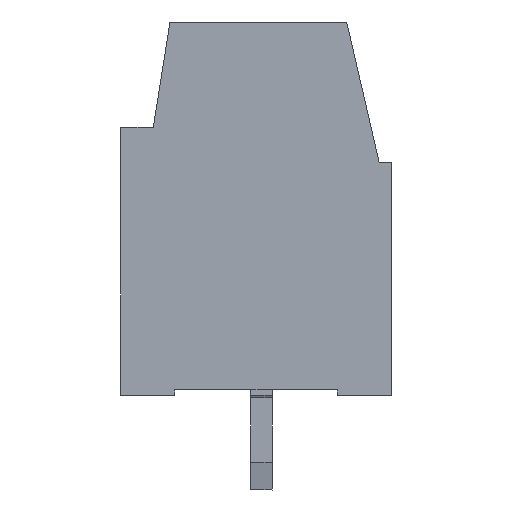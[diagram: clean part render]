
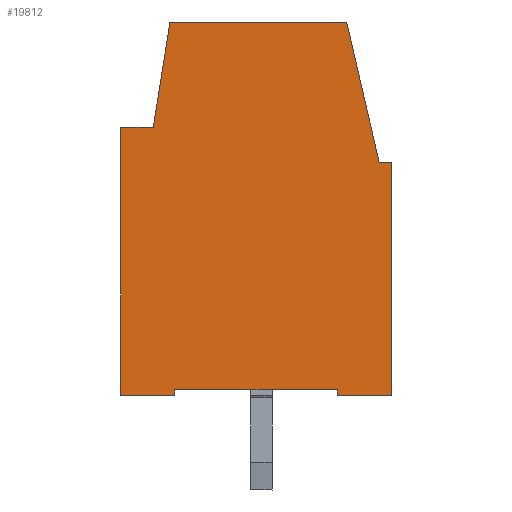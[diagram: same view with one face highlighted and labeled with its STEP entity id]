
A CAD part, left-side view. The second image highlights one B-rep face of the part: STEP entity #19812.
In plain terms, the highlighted planar face has unit normal (-1, 0, 0).
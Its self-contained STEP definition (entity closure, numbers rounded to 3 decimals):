
#19720=AXIS2_PLACEMENT_3D('Plane Axis2P3D',#19717,#19718,#19719) ;
#19328=CARTESIAN_POINT('Vertex',(0.,0.,12.101)) ;
#19331=CARTESIAN_POINT('Line Origine',(0.,0.,7.8)) ;
#19335=CARTESIAN_POINT('Vertex',(0.,0.,3.5)) ;
#19701=CARTESIAN_POINT('Vertex',(0.,0.445,12.1)) ;
#19704=CARTESIAN_POINT('Line Origine',(0.,0.223,12.1)) ;
#19717=CARTESIAN_POINT('Axis2P3D Location',(0.,3.449,14.)) ;
#19722=CARTESIAN_POINT('Line Origine',(0.,1.027,14.623)) ;
#19726=CARTESIAN_POINT('Vertex',(0.,1.609,17.145)) ;
#19729=CARTESIAN_POINT('Line Origine',(0.,1.627,17.223)) ;
#19733=CARTESIAN_POINT('Vertex',(0.,1.645,17.3)) ;
#19736=CARTESIAN_POINT('Line Origine',(0.,4.913,17.3)) ;
#19740=CARTESIAN_POINT('Vertex',(0.,8.181,17.301)) ;
#19743=CARTESIAN_POINT('Line Origine',(0.,8.49,15.351)) ;
#19747=CARTESIAN_POINT('Vertex',(0.,8.799,13.401)) ;
#19750=CARTESIAN_POINT('Line Origine',(0.,9.399,13.401)) ;
#19754=CARTESIAN_POINT('Vertex',(0.,9.999,13.401)) ;
#19757=CARTESIAN_POINT('Line Origine',(0.,10.,8.451)) ;
#19761=CARTESIAN_POINT('Vertex',(0.,10.,3.501)) ;
#19764=CARTESIAN_POINT('Line Origine',(0.,9.,3.501)) ;
#19768=CARTESIAN_POINT('Vertex',(0.,8.,3.501)) ;
#19771=CARTESIAN_POINT('Line Origine',(0.,8.,3.601)) ;
#19775=CARTESIAN_POINT('Vertex',(0.,8.,3.701)) ;
#19778=CARTESIAN_POINT('Line Origine',(0.,5.,3.7)) ;
#19782=CARTESIAN_POINT('Vertex',(0.,2.,3.7)) ;
#19785=CARTESIAN_POINT('Line Origine',(0.,2.,3.6)) ;
#19789=CARTESIAN_POINT('Vertex',(0.,2.,3.5)) ;
#19792=CARTESIAN_POINT('Line Origine',(0.,1.,3.5)) ;
#19332=DIRECTION('Vector Direction',(0.,0.,1.)) ;
#19705=DIRECTION('Vector Direction',(0.,-1.,0.001)) ;
#19718=DIRECTION('Axis2P3D Direction',(1.,0.,0.)) ;
#19719=DIRECTION('Axis2P3D XDirection',(0.,1.,0.)) ;
#19723=DIRECTION('Vector Direction',(0.,0.225,0.974)) ;
#19730=DIRECTION('Vector Direction',(0.,0.225,0.974)) ;
#19737=DIRECTION('Vector Direction',(0.,-1.,0.)) ;
#19744=DIRECTION('Vector Direction',(0.,0.157,-0.988)) ;
#19751=DIRECTION('Vector Direction',(0.,-1.,0.)) ;
#19758=DIRECTION('Vector Direction',(0.,0.,-1.)) ;
#19765=DIRECTION('Vector Direction',(0.,-1.,0.)) ;
#19772=DIRECTION('Vector Direction',(0.,0.,1.)) ;
#19779=DIRECTION('Vector Direction',(0.,-1.,0.)) ;
#19786=DIRECTION('Vector Direction',(0.,0.,-1.)) ;
#19793=DIRECTION('Vector Direction',(0.,-1.,0.)) ;
#19333=VECTOR('Line Direction',#19332,1.) ;
#19706=VECTOR('Line Direction',#19705,1.) ;
#19724=VECTOR('Line Direction',#19723,1.) ;
#19731=VECTOR('Line Direction',#19730,1.) ;
#19738=VECTOR('Line Direction',#19737,1.) ;
#19745=VECTOR('Line Direction',#19744,1.) ;
#19752=VECTOR('Line Direction',#19751,1.) ;
#19759=VECTOR('Line Direction',#19758,1.) ;
#19766=VECTOR('Line Direction',#19765,1.) ;
#19773=VECTOR('Line Direction',#19772,1.) ;
#19780=VECTOR('Line Direction',#19779,1.) ;
#19787=VECTOR('Line Direction',#19786,1.) ;
#19794=VECTOR('Line Direction',#19793,1.) ;
#19798=ORIENTED_EDGE('',*,*,#19337,.T.) ;
#19799=ORIENTED_EDGE('',*,*,#19708,.F.) ;
#19800=ORIENTED_EDGE('',*,*,#19728,.T.) ;
#19801=ORIENTED_EDGE('',*,*,#19735,.T.) ;
#19802=ORIENTED_EDGE('',*,*,#19742,.F.) ;
#19803=ORIENTED_EDGE('',*,*,#19749,.T.) ;
#19804=ORIENTED_EDGE('',*,*,#19756,.F.) ;
#19805=ORIENTED_EDGE('',*,*,#19763,.T.) ;
#19806=ORIENTED_EDGE('',*,*,#19770,.T.) ;
#19807=ORIENTED_EDGE('',*,*,#19777,.T.) ;
#19808=ORIENTED_EDGE('',*,*,#19784,.T.) ;
#19809=ORIENTED_EDGE('',*,*,#19791,.T.) ;
#19810=ORIENTED_EDGE('',*,*,#19796,.T.) ;
#19812=ADVANCED_FACE('COVER',(#19811),#19721,.F.) ;
#19337=EDGE_CURVE('',#19336,#19329,#19334,.T.) ;
#19708=EDGE_CURVE('',#19702,#19329,#19707,.T.) ;
#19728=EDGE_CURVE('',#19702,#19727,#19725,.T.) ;
#19735=EDGE_CURVE('',#19727,#19734,#19732,.T.) ;
#19742=EDGE_CURVE('',#19741,#19734,#19739,.T.) ;
#19749=EDGE_CURVE('',#19741,#19748,#19746,.T.) ;
#19756=EDGE_CURVE('',#19755,#19748,#19753,.T.) ;
#19763=EDGE_CURVE('',#19755,#19762,#19760,.T.) ;
#19770=EDGE_CURVE('',#19762,#19769,#19767,.T.) ;
#19777=EDGE_CURVE('',#19769,#19776,#19774,.T.) ;
#19784=EDGE_CURVE('',#19776,#19783,#19781,.T.) ;
#19791=EDGE_CURVE('',#19783,#19790,#19788,.T.) ;
#19796=EDGE_CURVE('',#19790,#19336,#19795,.T.) ;
#19797=EDGE_LOOP('',(#19798,#19799,#19800,#19801,#19802,#19803,#19804,#19805,#19806,#19807,#19808,#19809,#19810)) ;
#19811=FACE_OUTER_BOUND('',#19797,.T.) ;
#19334=LINE('Line',#19331,#19333) ;
#19707=LINE('Line',#19704,#19706) ;
#19725=LINE('Line',#19722,#19724) ;
#19732=LINE('Line',#19729,#19731) ;
#19739=LINE('Line',#19736,#19738) ;
#19746=LINE('Line',#19743,#19745) ;
#19753=LINE('Line',#19750,#19752) ;
#19760=LINE('Line',#19757,#19759) ;
#19767=LINE('Line',#19764,#19766) ;
#19774=LINE('Line',#19771,#19773) ;
#19781=LINE('Line',#19778,#19780) ;
#19788=LINE('Line',#19785,#19787) ;
#19795=LINE('Line',#19792,#19794) ;
#19721=PLANE('',#19720) ;
#19329=VERTEX_POINT('',#19328) ;
#19336=VERTEX_POINT('',#19335) ;
#19702=VERTEX_POINT('',#19701) ;
#19727=VERTEX_POINT('',#19726) ;
#19734=VERTEX_POINT('',#19733) ;
#19741=VERTEX_POINT('',#19740) ;
#19748=VERTEX_POINT('',#19747) ;
#19755=VERTEX_POINT('',#19754) ;
#19762=VERTEX_POINT('',#19761) ;
#19769=VERTEX_POINT('',#19768) ;
#19776=VERTEX_POINT('',#19775) ;
#19783=VERTEX_POINT('',#19782) ;
#19790=VERTEX_POINT('',#19789) ;
